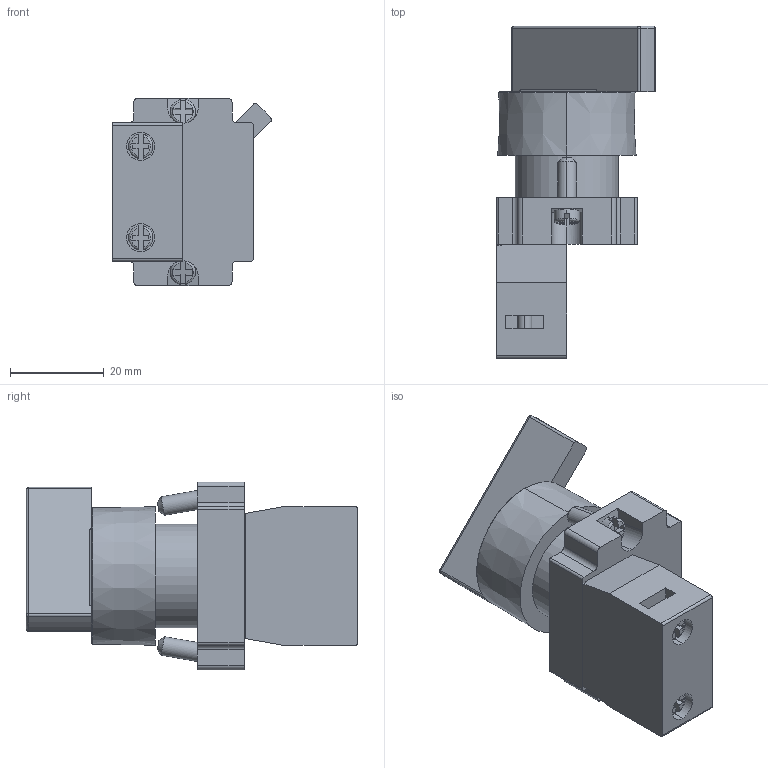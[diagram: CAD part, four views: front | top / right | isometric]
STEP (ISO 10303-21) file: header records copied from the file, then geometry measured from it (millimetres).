
FILE_DESCRIPTION (( 'STEP AP203' ), '1' );
FILE_NAME ('Ïåðåêëþ÷àòåëü BJ21 2P.STEP', '2018-09-04T07:02:11', ( '' ), ( '' ), 'SwSTEP 2.0', 'SolidWorks 2017', '' );
FILE_SCHEMA (( 'CONFIG_CONTROL_DESIGN' ));
Length unit declared in the file: millimetre
Products named in the file (1): Ïåðåêëþ÷àòåëü BJ21 2P
Bounding box: 33.88 x 70.7 x 40 mm (x, y, z)
Volume: 32753.8 mm3; surface area: 13132 mm2
Topology: 1 solids, 1 shells, 221 faces, 573 edges, 364 vertices
Faces by surface type: plane 134, cylinder 61, cone 12, torus 10, sphere 4
Entity records: 6856 total; most frequent: CARTESIAN_POINT 1307, DIRECTION 1149, ORIENTED_EDGE 1138, EDGE_CURVE 569, AXIS2_PLACEMENT_3D 390, VECTOR 369, LINE 369, VERTEX_POINT 364
